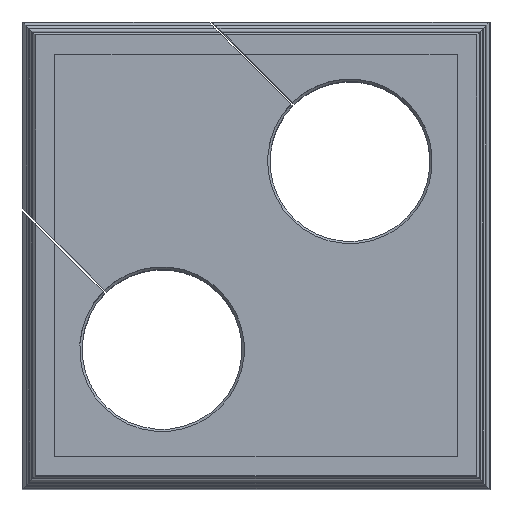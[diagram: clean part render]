
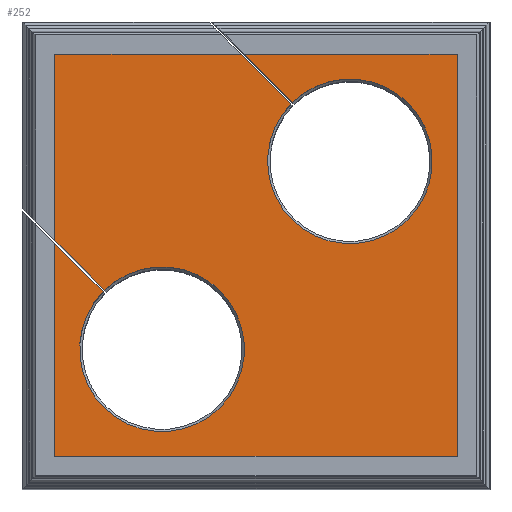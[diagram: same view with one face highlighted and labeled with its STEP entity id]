
A CAD part, top view. The second image highlights one B-rep face of the part: STEP entity #252.
In plain terms, the highlighted planar face has unit normal (0, 0, 1).
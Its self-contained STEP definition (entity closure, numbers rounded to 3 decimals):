
#145=CIRCLE('',#2681,3.5);
#166=CIRCLE('',#2749,3.5);
#252=ADVANCED_FACE('',(#499),#379,.T.);
#379=PLANE('',#2750);
#499=FACE_OUTER_BOUND('',#636,.T.);
#636=EDGE_LOOP('',(#1040,#1041,#1042,#1043,#1044,#1045,#1046,#1047,#1048,
#1049,#1050,#1051));
#1040=ORIENTED_EDGE('',*,*,#1936,.F.);
#1041=ORIENTED_EDGE('',*,*,#1937,.T.);
#1042=ORIENTED_EDGE('',*,*,#1938,.T.);
#1043=ORIENTED_EDGE('',*,*,#1939,.T.);
#1044=ORIENTED_EDGE('',*,*,#1797,.T.);
#1045=ORIENTED_EDGE('',*,*,#1940,.T.);
#1046=ORIENTED_EDGE('',*,*,#1941,.T.);
#1047=ORIENTED_EDGE('',*,*,#1942,.F.);
#1048=ORIENTED_EDGE('',*,*,#1943,.T.);
#1049=ORIENTED_EDGE('',*,*,#1757,.T.);
#1050=ORIENTED_EDGE('',*,*,#1944,.T.);
#1051=ORIENTED_EDGE('',*,*,#1808,.T.);
#1497=VERTEX_POINT('',#3536);
#1499=VERTEX_POINT('',#3539);
#1531=VERTEX_POINT('',#3621);
#1533=VERTEX_POINT('',#3624);
#1541=VERTEX_POINT('',#3645);
#1543=VERTEX_POINT('',#3648);
#1626=VERTEX_POINT('',#3906);
#1627=VERTEX_POINT('',#3908);
#1628=VERTEX_POINT('',#3910);
#1629=VERTEX_POINT('',#3913);
#1630=VERTEX_POINT('',#3915);
#1631=VERTEX_POINT('',#3917);
#1757=EDGE_CURVE('',#1499,#1497,#2136,.T.);
#1797=EDGE_CURVE('',#1533,#1531,#2176,.T.);
#1808=EDGE_CURVE('',#1543,#1541,#145,.T.);
#1936=EDGE_CURVE('',#1626,#1541,#2292,.T.);
#1937=EDGE_CURVE('',#1626,#1627,#2293,.T.);
#1938=EDGE_CURVE('',#1627,#1628,#2294,.T.);
#1939=EDGE_CURVE('',#1628,#1533,#2295,.T.);
#1940=EDGE_CURVE('',#1531,#1629,#2296,.T.);
#1941=EDGE_CURVE('',#1629,#1630,#166,.T.);
#1942=EDGE_CURVE('',#1631,#1630,#2297,.T.);
#1943=EDGE_CURVE('',#1631,#1499,#2298,.T.);
#1944=EDGE_CURVE('',#1497,#1543,#2299,.T.);
#2136=LINE('',#3538,#2409);
#2176=LINE('',#3623,#2449);
#2292=LINE('',#3905,#2565);
#2293=LINE('',#3907,#2566);
#2294=LINE('',#3909,#2567);
#2295=LINE('',#3911,#2568);
#2296=LINE('',#3912,#2569);
#2297=LINE('',#3916,#2570);
#2298=LINE('',#3918,#2571);
#2299=LINE('',#3919,#2572);
#2409=VECTOR('',#2896,1.);
#2449=VECTOR('',#2958,1.);
#2565=VECTOR('',#3220,1.);
#2566=VECTOR('',#3221,1.);
#2567=VECTOR('',#3222,1.);
#2568=VECTOR('',#3223,1.);
#2569=VECTOR('',#3224,1.);
#2570=VECTOR('',#3227,1.);
#2571=VECTOR('',#3228,1.);
#2572=VECTOR('',#3229,1.);
#2681=AXIS2_PLACEMENT_3D('',#3647,#2977,#2978);
#2749=AXIS2_PLACEMENT_3D('',#3914,#3225,#3226);
#2750=AXIS2_PLACEMENT_3D('',#3920,#3230,#3231);
#2896=DIRECTION('',(0.,-1.,0.));
#2958=DIRECTION('',(-1.,0.,0.));
#2977=DIRECTION('',(0.,0.,-1.));
#2978=DIRECTION('',(1.,0.,0.));
#3220=DIRECTION('',(0.707,-0.707,0.));
#3221=DIRECTION('',(0.,-1.,0.));
#3222=DIRECTION('',(1.,0.,0.));
#3223=DIRECTION('',(0.,1.,0.));
#3224=DIRECTION('',(0.707,-0.707,0.));
#3225=DIRECTION('',(0.,0.,-1.));
#3226=DIRECTION('',(1.,0.,0.));
#3227=DIRECTION('',(0.707,-0.707,0.));
#3228=DIRECTION('',(-1.,0.,0.));
#3229=DIRECTION('',(0.707,-0.707,0.));
#3230=DIRECTION('',(0.,0.,1.));
#3231=DIRECTION('',(-1.,0.,0.));
#3536=CARTESIAN_POINT('',(-8.55,0.63,17.7));
#3538=CARTESIAN_POINT('',(-8.55,8.55,17.7));
#3539=CARTESIAN_POINT('',(-8.55,8.55,17.7));
#3621=CARTESIAN_POINT('',(-0.489,8.55,17.7));
#3623=CARTESIAN_POINT('',(8.55,8.55,17.7));
#3624=CARTESIAN_POINT('',(8.55,8.55,17.7));
#3645=CARTESIAN_POINT('',(-6.505,-1.556,17.7));
#3647=CARTESIAN_POINT('',(-3.995,-3.995,17.7));
#3648=CARTESIAN_POINT('',(-6.434,-1.485,17.7));
#3905=CARTESIAN_POINT('',(-4.031,-4.031,17.7));
#3906=CARTESIAN_POINT('',(-8.55,0.489,17.7));
#3907=CARTESIAN_POINT('',(-8.55,8.55,17.7));
#3908=CARTESIAN_POINT('',(-8.55,-8.55,17.7));
#3909=CARTESIAN_POINT('',(-8.55,-8.55,17.7));
#3910=CARTESIAN_POINT('',(8.55,-8.55,17.7));
#3911=CARTESIAN_POINT('',(8.55,-8.55,17.7));
#3912=CARTESIAN_POINT('',(4.031,4.031,17.7));
#3913=CARTESIAN_POINT('',(1.556,6.505,17.7));
#3914=CARTESIAN_POINT('',(3.995,3.995,17.7));
#3915=CARTESIAN_POINT('',(1.485,6.434,17.7));
#3916=CARTESIAN_POINT('',(3.96,3.96,17.7));
#3917=CARTESIAN_POINT('',(-0.63,8.55,17.7));
#3918=CARTESIAN_POINT('',(8.55,8.55,17.7));
#3919=CARTESIAN_POINT('',(-3.96,-3.96,17.7));
#3920=CARTESIAN_POINT('',(0.,0.,17.7));
